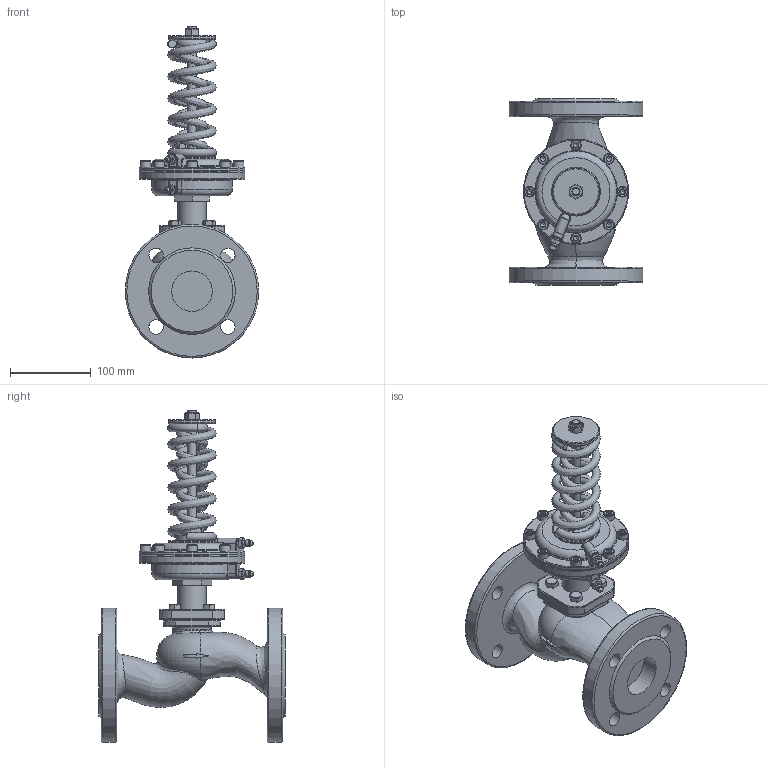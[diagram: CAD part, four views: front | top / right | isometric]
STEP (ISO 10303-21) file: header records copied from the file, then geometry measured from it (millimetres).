
FILE_DESCRIPTION(('STEP AP214'), '1');
FILE_NAME('Ðåãóëÿòîðû ïåðåïàäà äàâëåíèÿ ÂÐÏÄ', '', ('UNSPECIFIED'), ('UNSPECIFIED'), 'C3D Converter', 'C3D Toolkit', '');
FILE_SCHEMA(('AUTOMOTIVE_DESIGN { 1 0 10303 214 3 1 1}'));
Length unit declared in the file: millimetre
Products named in the file (7): -06
Assembly tree (17 placements, depth 3):
  -06
    -06
      (unnamed)  x4
    -06
      (unnamed)  x8
      (unnamed)  x2
      (unnamed)
Bounding box: 165 x 230 x 410 mm (x, y, z)
Volume: 2318231.6 mm3; surface area: 305133 mm2
Topology: 23 solids, 23 shells, 561 faces, 1216 edges, 733 vertices
Faces by surface type: plane 264, cylinder 117, cone 86, bspline 51, torus 38, sphere 4, revolution 1
Full cylindrical faces by diameter (mm): 1.7 x2, 2.7 x4, 6 x18, 6.5 x4, 8 x10, 8.5 x4, 8.917 x1, 10 x8, 13 x8, 14 x4, 18 x8, 35 x1, 40 x2, 50 x2, 58 x2, 130 x2, 165 x2
Entity records: 31797 total; most frequent: CARTESIAN_POINT 22777, DIRECTION 1269, ORIENTED_EDGE 1202, EDGE_CURVE 601, AXIS2_PLACEMENT_3D 549, EDGE_LOOP 476, VERTEX_POINT 416, ADVANCED_FACE 322
